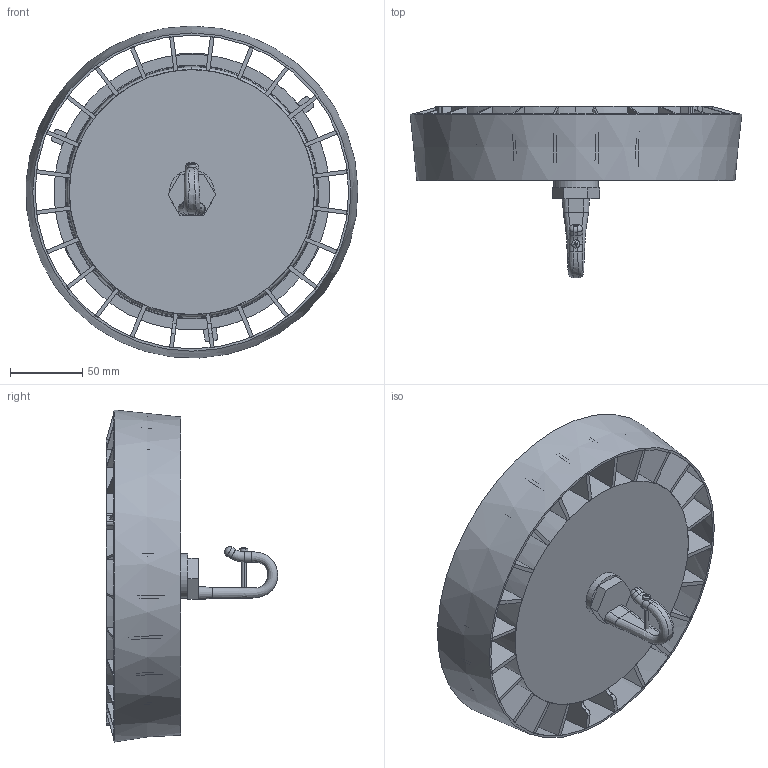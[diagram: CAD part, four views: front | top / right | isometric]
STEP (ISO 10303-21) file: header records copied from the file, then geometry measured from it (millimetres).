
FILE_DESCRIPTION (( 'STEP AP214' ), '1' );
FILE_NAME ('HB VAL 100W.STEP', '2023-03-07T13:27:06', ( '' ), ( '' ), 'SwSTEP 2.0', 'SolidWorks 2020', '' );
FILE_SCHEMA (( 'AUTOMOTIVE_DESIGN' ));
Length unit declared in the file: millimetre
Products named in the file (1): HB VAL 100W
Bounding box: 229.75 x 118.68 x 229.87 mm (x, y, z)
Volume: 899981 mm3; surface area: 380368.2 mm2
Topology: 8 solids, 8 shells, 329 faces, 1037 edges, 686 vertices
Faces by surface type: plane 172, torus 59, cylinder 53, cone 39, bspline 4, sphere 2
Full cylindrical faces by diameter (mm): 31.04 x1, 107.5 x1, 169.624 x1
Entity records: 17131 total; most frequent: CARTESIAN_POINT 4740, ORIENTED_EDGE 2034, DIRECTION 1637, EDGE_CURVE 1017, AXIS2_PLACEMENT_3D 692, VERTEX_POINT 681, CIRCLE 366, EDGE_LOOP 358
